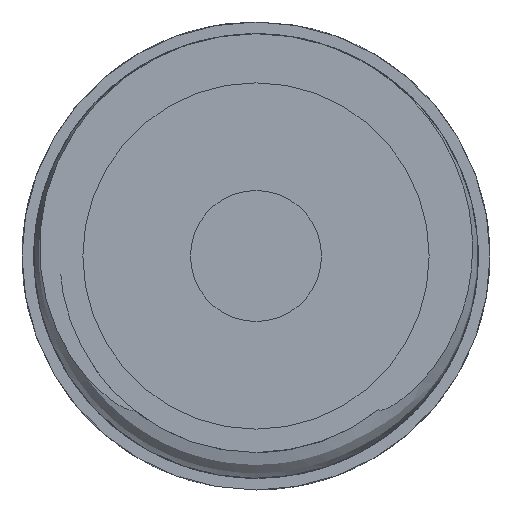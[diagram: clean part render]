
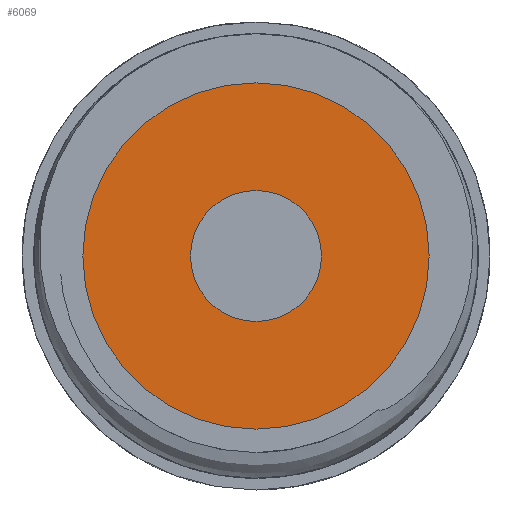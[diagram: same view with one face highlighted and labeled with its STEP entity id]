
A CAD part, left-side view. The second image highlights one B-rep face of the part: STEP entity #6069.
In plain terms, the highlighted planar face has unit normal (-1, 0, 0).
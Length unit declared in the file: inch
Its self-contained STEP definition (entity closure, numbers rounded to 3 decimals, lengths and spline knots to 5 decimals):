
#21 = CIRCLE ( 'NONE', #5232, 0.07 ) ;
#373 = DIRECTION ( 'NONE',  ( 1., 0., 0. ) ) ;
#452 = DIRECTION ( 'NONE',  ( 0., 0., -1. ) ) ;
#502 = EDGE_LOOP ( 'NONE', ( #3544, #5926 ) ) ;
#740 = CARTESIAN_POINT ( 'NONE',  ( 0.35, 0., 0. ) ) ;
#950 = PLANE ( 'NONE',  #1229 ) ;
#971 = DIRECTION ( 'NONE',  ( 1., 0., 0. ) ) ;
#1028 = CARTESIAN_POINT ( 'NONE',  ( 0.35, 0., 0. ) ) ;
#1193 = CARTESIAN_POINT ( 'NONE',  ( 0.35, 0., 0. ) ) ;
#1229 = AXIS2_PLACEMENT_3D ( 'NONE', #3309, #373, #1491 ) ;
#1491 = DIRECTION ( 'NONE',  ( 0., 0., -1. ) ) ;
#1500 = CIRCLE ( 'NONE', #5729, 0.185 ) ;
#1608 = ORIENTED_EDGE ( 'NONE', *, *, #5931, .F. ) ;
#1626 = EDGE_CURVE ( 'NONE', #4508, #2932, #1500, .T. ) ;
#1904 = ORIENTED_EDGE ( 'NONE', *, *, #1626, .F. ) ;
#2026 = VERTEX_POINT ( 'NONE', #6514 ) ;
#2278 = CARTESIAN_POINT ( 'NONE',  ( 0.35, 0., -0.07 ) ) ;
#2534 = DIRECTION ( 'NONE',  ( 0., 0., -1. ) ) ;
#2932 = VERTEX_POINT ( 'NONE', #6701 ) ;
#3274 = FACE_BOUND ( 'NONE', #502, .T. ) ;
#3309 = CARTESIAN_POINT ( 'NONE',  ( 0.35, 0., 0. ) ) ;
#3346 = DIRECTION ( 'NONE',  ( 1., 0., 0. ) ) ;
#3544 = ORIENTED_EDGE ( 'NONE', *, *, #5294, .T. ) ;
#3608 = EDGE_CURVE ( 'NONE', #5066, #2026, #21, .T. ) ;
#4237 = DIRECTION ( 'NONE',  ( 1., 0., 0. ) ) ;
#4274 = EDGE_LOOP ( 'NONE', ( #1904, #1608 ) ) ;
#4508 = VERTEX_POINT ( 'NONE', #5940 ) ;
#5066 = VERTEX_POINT ( 'NONE', #2278 ) ;
#5225 = CIRCLE ( 'NONE', #6198, 0.185 ) ;
#5232 = AXIS2_PLACEMENT_3D ( 'NONE', #1193, #4237, #7039 ) ;
#5294 = EDGE_CURVE ( 'NONE', #2026, #5066, #5706, .T. ) ;
#5417 = DIRECTION ( 'NONE',  ( 1., 0., 0. ) ) ;
#5668 = CARTESIAN_POINT ( 'NONE',  ( 0.35, 0., 0. ) ) ;
#5706 = CIRCLE ( 'NONE', #6311, 0.07 ) ;
#5729 = AXIS2_PLACEMENT_3D ( 'NONE', #5668, #971, #7462 ) ;
#5926 = ORIENTED_EDGE ( 'NONE', *, *, #3608, .T. ) ;
#5931 = EDGE_CURVE ( 'NONE', #2932, #4508, #5225, .T. ) ;
#5940 = CARTESIAN_POINT ( 'NONE',  ( 0.35, 0., 0.185 ) ) ;
#6069 = ADVANCED_FACE ( 'NONE', ( #3274, #6153 ), #950, .F. ) ;
#6153 = FACE_OUTER_BOUND ( 'NONE', #4274, .T. ) ;
#6198 = AXIS2_PLACEMENT_3D ( 'NONE', #1028, #3346, #452 ) ;
#6311 = AXIS2_PLACEMENT_3D ( 'NONE', #740, #5417, #2534 ) ;
#6514 = CARTESIAN_POINT ( 'NONE',  ( 0.35, 0., 0.07 ) ) ;
#6701 = CARTESIAN_POINT ( 'NONE',  ( 0.35, 0., -0.185 ) ) ;
#7039 = DIRECTION ( 'NONE',  ( 0., 0., -1. ) ) ;
#7462 = DIRECTION ( 'NONE',  ( 0., 0., -1. ) ) ;
